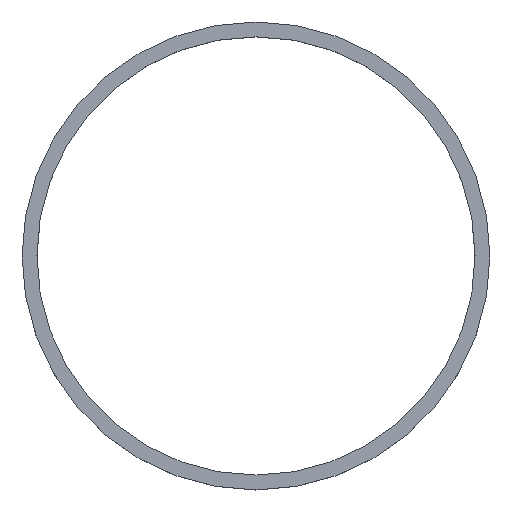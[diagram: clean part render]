
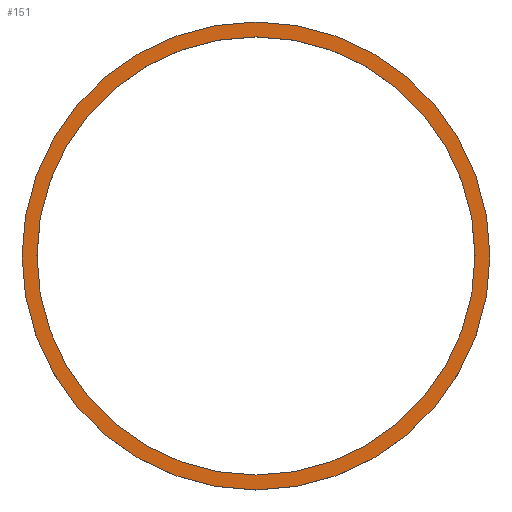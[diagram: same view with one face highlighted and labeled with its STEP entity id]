
A CAD part, top view. The second image highlights one B-rep face of the part: STEP entity #151.
In plain terms, the highlighted planar face has unit normal (0, 0, 1).
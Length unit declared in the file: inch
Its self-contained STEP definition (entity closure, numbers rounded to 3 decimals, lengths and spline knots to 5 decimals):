
#6 = CIRCLE ( 'NONE', #203, 0.9825 ) ;
#14 = ORIENTED_EDGE ( 'NONE', *, *, #127, .T. ) ;
#19 = DIRECTION ( 'NONE',  ( 0., 0., 1. ) ) ;
#22 = EDGE_CURVE ( 'NONE', #155, #147, #63, .T. ) ;
#26 = EDGE_CURVE ( 'NONE', #147, #155, #199, .T. ) ;
#35 = DIRECTION ( 'NONE',  ( 1., 0., 0. ) ) ;
#39 = CARTESIAN_POINT ( 'NONE',  ( -0.9825, 0., 0.1875 ) ) ;
#50 = CARTESIAN_POINT ( 'NONE',  ( 0., 0., 0.1875 ) ) ;
#51 = DIRECTION ( 'NONE',  ( 1., 0., 0. ) ) ;
#59 = CARTESIAN_POINT ( 'NONE',  ( 0., 0., 0.1875 ) ) ;
#63 = CIRCLE ( 'NONE', #150, 0.92 ) ;
#64 = AXIS2_PLACEMENT_3D ( 'NONE', #50, #19, #83 ) ;
#83 = DIRECTION ( 'NONE',  ( 1., 0., 0. ) ) ;
#84 = CARTESIAN_POINT ( 'NONE',  ( 0., 0., 0.1875 ) ) ;
#90 = CIRCLE ( 'NONE', #114, 0.9825 ) ;
#92 = VERTEX_POINT ( 'NONE', #39 ) ;
#93 = VERTEX_POINT ( 'NONE', #210 ) ;
#99 = PLANE ( 'NONE',  #135 ) ;
#101 = DIRECTION ( 'NONE',  ( 1., 0., 0. ) ) ;
#102 = CARTESIAN_POINT ( 'NONE',  ( 0.92, 0., 0.1875 ) ) ;
#114 = AXIS2_PLACEMENT_3D ( 'NONE', #59, #192, #101 ) ;
#117 = DIRECTION ( 'NONE',  ( 1., 0., 0. ) ) ;
#120 = DIRECTION ( 'NONE',  ( 0., 0., 1. ) ) ;
#127 = EDGE_CURVE ( 'NONE', #92, #93, #6, .T. ) ;
#129 = EDGE_CURVE ( 'NONE', #93, #92, #90, .T. ) ;
#133 = ORIENTED_EDGE ( 'NONE', *, *, #26, .F. ) ;
#135 = AXIS2_PLACEMENT_3D ( 'NONE', #205, #120, #51 ) ;
#140 = DIRECTION ( 'NONE',  ( 0., 0., 1. ) ) ;
#147 = VERTEX_POINT ( 'NONE', #176 ) ;
#150 = AXIS2_PLACEMENT_3D ( 'NONE', #217, #171, #117 ) ;
#151 = ADVANCED_FACE ( 'NONE', ( #202, #187 ), #99, .T. ) ;
#155 = VERTEX_POINT ( 'NONE', #102 ) ;
#169 = EDGE_LOOP ( 'NONE', ( #133, #184 ) ) ;
#171 = DIRECTION ( 'NONE',  ( 0., 0., 1. ) ) ;
#176 = CARTESIAN_POINT ( 'NONE',  ( -0.92, 0., 0.1875 ) ) ;
#181 = EDGE_LOOP ( 'NONE', ( #14, #195 ) ) ;
#184 = ORIENTED_EDGE ( 'NONE', *, *, #22, .F. ) ;
#187 = FACE_BOUND ( 'NONE', #169, .T. ) ;
#192 = DIRECTION ( 'NONE',  ( 0., 0., 1. ) ) ;
#195 = ORIENTED_EDGE ( 'NONE', *, *, #129, .T. ) ;
#199 = CIRCLE ( 'NONE', #64, 0.92 ) ;
#202 = FACE_OUTER_BOUND ( 'NONE', #181, .T. ) ;
#203 = AXIS2_PLACEMENT_3D ( 'NONE', #84, #140, #35 ) ;
#205 = CARTESIAN_POINT ( 'NONE',  ( 0., 0., 0.1875 ) ) ;
#210 = CARTESIAN_POINT ( 'NONE',  ( 0.9825, 0., 0.1875 ) ) ;
#217 = CARTESIAN_POINT ( 'NONE',  ( 0., 0., 0.1875 ) ) ;
